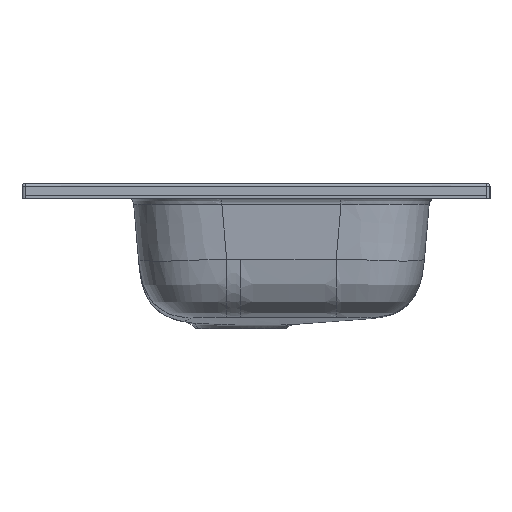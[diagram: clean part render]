
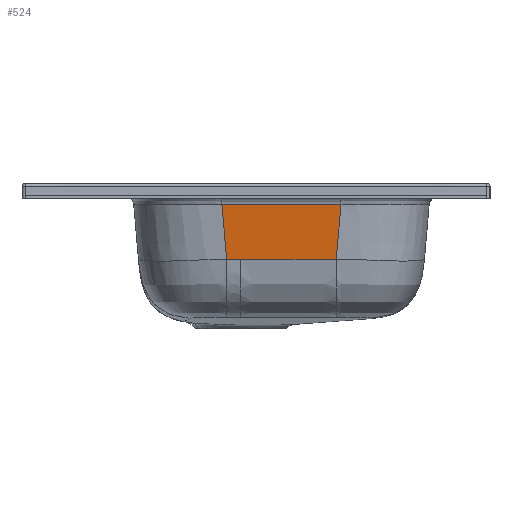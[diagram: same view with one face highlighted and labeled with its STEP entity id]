
A CAD part, left-side view. The second image highlights one B-rep face of the part: STEP entity #524.
In plain terms, the highlighted planar face has unit normal (-0.996, 0, -0.087).
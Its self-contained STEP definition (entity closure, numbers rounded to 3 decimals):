
#179=PLANE('',#3526);
#351=LINE('',#30330,#434);
#434=VECTOR('',#3745,1.);
#524=ADVANCED_FACE('',(#811),#179,.T.);
#811=FACE_OUTER_BOUND('',#1030,.T.);
#1030=EDGE_LOOP('',(#1748,#1749,#1750,#1751,#1752));
#1308=B_SPLINE_CURVE_WITH_KNOTS('',3,(#18801,#18802,#18803,#18804),.UNSPECIFIED.,
 .F.,.F.,(4,4),(0.,1.),.UNSPECIFIED.);
#1321=B_SPLINE_CURVE_WITH_KNOTS('',3,(#21394,#21395,#21396,#21397,#21398,
#21399,#21400,#21401,#21402,#21403,#21404,#21405,#21406,#21407,#21408,#21409,
#21410,#21411,#21412,#21413,#21414,#21415,#21416,#21417,#21418,#21419,#21420,
#21421,#21422,#21423,#21424,#21425,#21426,#21427,#21428,#21429,#21430,#21431),
 .UNSPECIFIED.,.F.,.F.,(4,1,1,1,1,1,1,2,2,1,1,1,1,1,2,2,1,1,1,1,2,2,1,2,
2,1,1,4),(0.,0.062,0.094,0.109,0.117,
0.121,0.123,0.124,0.125,
0.187,0.219,0.234,0.242,
0.246,0.248,0.25,0.375,
0.437,0.469,0.484,0.492,0.5,
0.625,0.687,0.703,0.719,
0.75,1.),.UNSPECIFIED.);
#1326=B_SPLINE_CURVE_WITH_KNOTS('',3,(#22252,#22253,#22254,#22255),.UNSPECIFIED.,
 .F.,.F.,(4,4),(0.,1.),.UNSPECIFIED.);
#1330=B_SPLINE_CURVE_WITH_KNOTS('',3,(#26106,#26107,#26108,#26109),.UNSPECIFIED.,
 .F.,.F.,(4,4),(0.,1.),.UNSPECIFIED.);
#1748=ORIENTED_EDGE('',*,*,#3046,.T.);
#1749=ORIENTED_EDGE('',*,*,#3053,.T.);
#1750=ORIENTED_EDGE('',*,*,#3027,.T.);
#1751=ORIENTED_EDGE('',*,*,#3052,.T.);
#1752=ORIENTED_EDGE('',*,*,#3041,.T.);
#2685=VERTEX_POINT('',#11444);
#2688=VERTEX_POINT('',#14324);
#2694=VERTEX_POINT('',#18805);
#2698=VERTEX_POINT('',#21432);
#2699=VERTEX_POINT('',#22251);
#3027=EDGE_CURVE('',#2694,#2685,#1308,.T.);
#3041=EDGE_CURVE('',#2698,#2688,#1321,.T.);
#3046=EDGE_CURVE('',#2688,#2699,#1326,.T.);
#3052=EDGE_CURVE('',#2685,#2698,#1330,.T.);
#3053=EDGE_CURVE('',#2699,#2694,#351,.T.);
#3526=AXIS2_PLACEMENT_3D('',#30331,#3746,#3747);
#3745=DIRECTION('',(0.,1.,0.));
#3746=DIRECTION('',(-0.996,0.,-0.087));
#3747=DIRECTION('',(-0.087,0.,0.996));
#11444=CARTESIAN_POINT('',(-245.508,13.839,-74.734));
#14324=CARTESIAN_POINT('',(-245.502,-93.833,-74.8));
#18801=CARTESIAN_POINT('',(-250.197,18.528,-21.128));
#18802=CARTESIAN_POINT('',(-248.634,16.965,-38.997));
#18803=CARTESIAN_POINT('',(-247.071,15.402,-56.865));
#18804=CARTESIAN_POINT('',(-245.508,13.839,-74.734));
#18805=CARTESIAN_POINT('',(-250.197,18.528,-21.128));
#21394=CARTESIAN_POINT('',(-245.507,0.,-74.742));
#21395=CARTESIAN_POINT('',(-245.507,-1.483,-74.744));
#21396=CARTESIAN_POINT('',(-245.506,-4.061,-74.751));
#21397=CARTESIAN_POINT('',(-245.505,-7.689,-74.764));
#21398=CARTESIAN_POINT('',(-245.504,-9.657,-74.772));
#21399=CARTESIAN_POINT('',(-245.504,-10.68,-74.777));
#21400=CARTESIAN_POINT('',(-245.504,-11.201,-74.779));
#21401=CARTESIAN_POINT('',(-245.503,-11.464,-74.78));
#21402=CARTESIAN_POINT('',(-245.503,-11.578,-74.781));
#21403=CARTESIAN_POINT('',(-245.503,-11.653,-74.781));
#21404=CARTESIAN_POINT('',(-245.503,-11.723,-74.781));
#21405=CARTESIAN_POINT('',(-245.503,-12.093,-74.783));
#21406=CARTESIAN_POINT('',(-245.502,-13.831,-74.791));
#21407=CARTESIAN_POINT('',(-245.501,-17.948,-74.811));
#21408=CARTESIAN_POINT('',(-245.5,-20.529,-74.824));
#21409=CARTESIAN_POINT('',(-245.499,-21.95,-74.831));
#21410=CARTESIAN_POINT('',(-245.499,-22.693,-74.834));
#21411=CARTESIAN_POINT('',(-245.499,-23.019,-74.836));
#21412=CARTESIAN_POINT('',(-245.498,-23.237,-74.837));
#21413=CARTESIAN_POINT('',(-245.498,-23.389,-74.838));
#21414=CARTESIAN_POINT('',(-245.496,-27.858,-74.86));
#21415=CARTESIAN_POINT('',(-245.494,-34.09,-74.886));
#21416=CARTESIAN_POINT('',(-245.492,-40.717,-74.907));
#21417=CARTESIAN_POINT('',(-245.492,-43.87,-74.914));
#21418=CARTESIAN_POINT('',(-245.491,-45.407,-74.918));
#21419=CARTESIAN_POINT('',(-245.491,-46.057,-74.919));
#21420=CARTESIAN_POINT('',(-245.491,-46.488,-74.92));
#21421=CARTESIAN_POINT('',(-245.491,-46.659,-74.92));
#21422=CARTESIAN_POINT('',(-245.491,-51.038,-74.928));
#21423=CARTESIAN_POINT('',(-245.49,-57.021,-74.933));
#21424=CARTESIAN_POINT('',(-245.49,-62.707,-74.929));
#21425=CARTESIAN_POINT('',(-245.491,-65.035,-74.926));
#21426=CARTESIAN_POINT('',(-245.491,-65.465,-74.926));
#21427=CARTESIAN_POINT('',(-245.491,-66.558,-74.924));
#21428=CARTESIAN_POINT('',(-245.491,-68.188,-74.921));
#21429=CARTESIAN_POINT('',(-245.493,-78.339,-74.9));
#21430=CARTESIAN_POINT('',(-245.497,-86.959,-74.857));
#21431=CARTESIAN_POINT('',(-245.502,-93.833,-74.8));
#21432=CARTESIAN_POINT('',(-245.507,0.,-74.742));
#22251=CARTESIAN_POINT('',(-250.197,-98.528,-21.128));
#22252=CARTESIAN_POINT('',(-245.502,-93.833,-74.8));
#22253=CARTESIAN_POINT('',(-247.067,-95.398,-56.91));
#22254=CARTESIAN_POINT('',(-248.632,-96.963,-39.019));
#22255=CARTESIAN_POINT('',(-250.197,-98.528,-21.128));
#26106=CARTESIAN_POINT('',(-245.508,13.839,-74.734));
#26107=CARTESIAN_POINT('',(-245.507,9.226,-74.736));
#26108=CARTESIAN_POINT('',(-245.507,4.613,-74.739));
#26109=CARTESIAN_POINT('',(-245.507,0.,-74.742));
#30330=CARTESIAN_POINT('',(-250.197,19.327,-21.128));
#30331=CARTESIAN_POINT('',(-251.954,-175.,-1.046));
